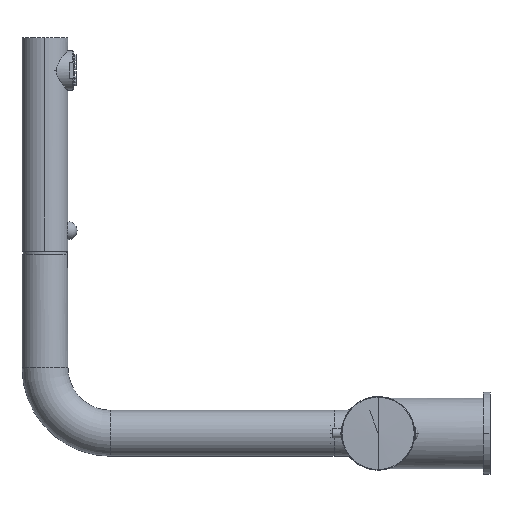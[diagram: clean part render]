
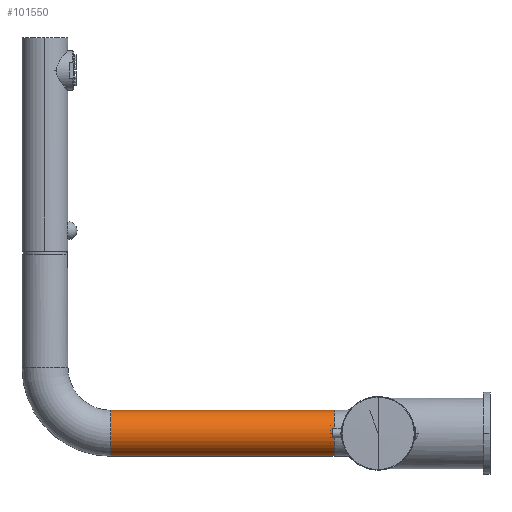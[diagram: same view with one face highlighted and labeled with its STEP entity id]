
A CAD part, left-side view. The second image highlights one B-rep face of the part: STEP entity #101550.
In plain terms, the highlighted cylindrical face has radius 14 mm (diameter 28 mm), a partial arc.
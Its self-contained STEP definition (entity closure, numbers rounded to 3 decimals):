
#32584=CARTESIAN_POINT('',(0.,26.85,0.));
#32585=DIRECTION('',(0.,1.,0.));
#32586=DIRECTION('',(0.,0.,-1.));
#32587=AXIS2_PLACEMENT_3D('',#32584,#32585,#32586);
#32589=DIRECTION('',(0.,1.,0.));
#32590=VECTOR('',#32589,136.);
#32591=CARTESIAN_POINT('',(0.,26.85,14.));
#32592=LINE('',#32591,#32590);
#32593=DIRECTION('',(0.,1.,0.));
#32594=VECTOR('',#32593,136.);
#32595=CARTESIAN_POINT('',(0.,26.85,-14.));
#32596=LINE('',#32595,#32594);
#32597=CARTESIAN_POINT('',(0.,162.85,0.));
#32598=DIRECTION('',(0.,1.,0.));
#32599=DIRECTION('',(0.,0.,-1.));
#32600=AXIS2_PLACEMENT_3D('',#32597,#32598,#32599);
#54640=CARTESIAN_POINT('',(0.,162.85,14.));
#54641=CARTESIAN_POINT('',(0.,162.85,-14.));
#54642=VERTEX_POINT('',#54640);
#54643=VERTEX_POINT('',#54641);
#54692=CARTESIAN_POINT('',(0.,26.85,14.));
#54693=CARTESIAN_POINT('',(0.,26.85,-14.));
#54694=VERTEX_POINT('',#54692);
#54695=VERTEX_POINT('',#54693);
#101538=CARTESIAN_POINT('',(0.,26.85,0.));
#101539=DIRECTION('',(0.,1.,0.));
#101540=DIRECTION('',(0.,0.,1.));
#101541=AXIS2_PLACEMENT_3D('',#101538,#101539,#101540);
#101542=CYLINDRICAL_SURFACE('',#101541,14.);
#101543=ORIENTED_EDGE('',*,*,#101504,.F.);
#101544=ORIENTED_EDGE('',*,*,#101526,.T.);
#101546=ORIENTED_EDGE('',*,*,#101545,.T.);
#101547=ORIENTED_EDGE('',*,*,#101522,.F.);
#101548=EDGE_LOOP('',(#101543,#101544,#101546,#101547));
#101549=FACE_OUTER_BOUND('',#101548,.F.);
#101550=ADVANCED_FACE('',(#101549),#101542,.T.);
#32588=CIRCLE('',#32587,14.);
#32601=CIRCLE('',#32600,14.);
#101504=EDGE_CURVE('',#54695,#54694,#32588,.T.);
#101522=EDGE_CURVE('',#54694,#54642,#32592,.T.);
#101526=EDGE_CURVE('',#54695,#54643,#32596,.T.);
#101545=EDGE_CURVE('',#54643,#54642,#32601,.T.);
